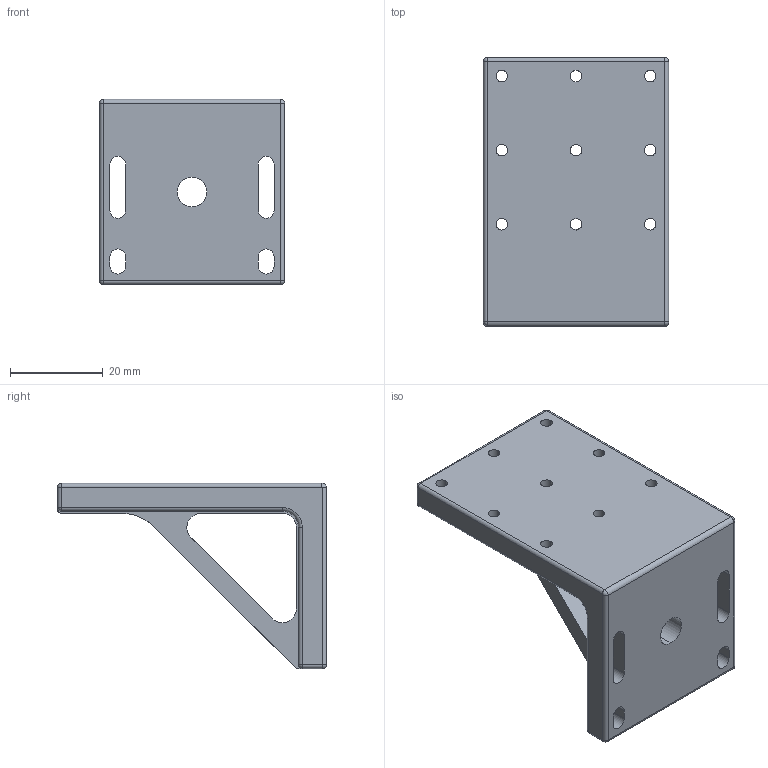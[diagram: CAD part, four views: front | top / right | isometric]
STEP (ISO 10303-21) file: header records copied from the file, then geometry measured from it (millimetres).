
FILE_DESCRIPTION (( 'STEP AP203' ), '1' );
FILE_NAME ('OMLA炵蹈眻褒蛌諉啣 OMLA03B.STEP', '2021-05-20T08:09:50', ( 'Microsoft' ), ( 'Microsoft' ), 'SwSTEP 2.0', 'SolidWorks 2018', '' );
FILE_SCHEMA (( 'CONFIG_CONTROL_DESIGN' ));
Length unit declared in the file: millimetre
Products named in the file (2): OMLA03B-01 SPYD40-L蟀諉啣3; OMLA炵蹈眻褒蛌諉啣 OMLA03B
Assembly tree (1 placements, depth 2):
  OMLA炵蹈眻褒蛌諉啣 OMLA03B
    OMLA03B-01 SPYD40-L蟀諉啣3
Bounding box: 40 x 58 x 40 mm (x, y, z)
Volume: 25151.3 mm3; surface area: 11057.2 mm2
Topology: 1 solids, 1 shells, 255 faces, 678 edges, 436 vertices
Faces by surface type: plane 125, cylinder 61, bspline 57, sphere 8, torus 4
Entity records: 12367 total; most frequent: CARTESIAN_POINT 6128, ORIENTED_EDGE 1340, DIRECTION 1070, EDGE_CURVE 670, VERTEX_POINT 436, VECTOR 426, LINE 426, AXIS2_PLACEMENT_3D 322
